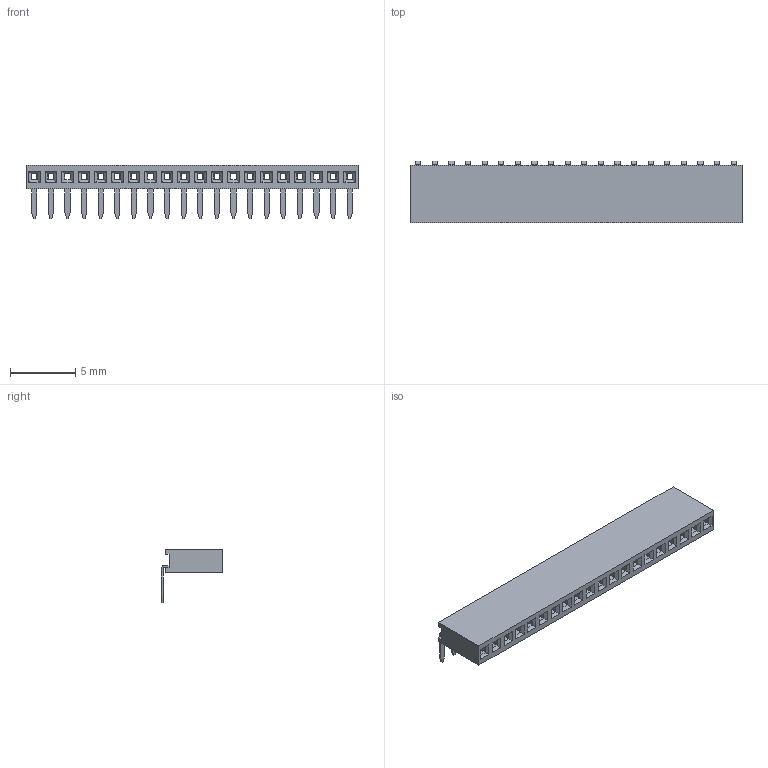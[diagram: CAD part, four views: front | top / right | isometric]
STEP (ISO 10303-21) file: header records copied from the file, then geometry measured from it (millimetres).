
FILE_DESCRIPTION(('STEP AP214'), '1');
FILE_NAME('PBS1.27-R', '', ('UNSPECIFIED'), ('UNSPECIFIED'), 'ASCON STEP Converter 1.6', 'ASCON Math Kernel', '');
FILE_SCHEMA(('AUTOMOTIVE_DESIGN { 1 0 10303 214 3 1 1}'));
Length unit declared in the file: millimetre
Bounding box: 25.4 x 4.7 x 4.1 mm (x, y, z)
Volume: 144.6 mm3; surface area: 1020.6 mm2
Topology: 21 solids, 21 shells, 1190 faces, 3204 edges, 2056 vertices
Faces by surface type: plane 1010, cylinder 180
Entity records: 46268 total; most frequent: CARTESIAN_POINT 6451, ORIENTED_EDGE 6408, DIRECTION 5946, EDGE_CURVE 3204, LINE 2844, VECTOR 2844, VERTEX_POINT 2056, AXIS2_PLACEMENT_3D 1551
